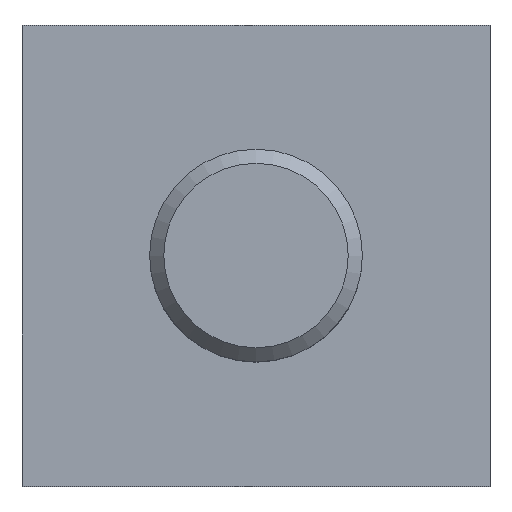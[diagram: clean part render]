
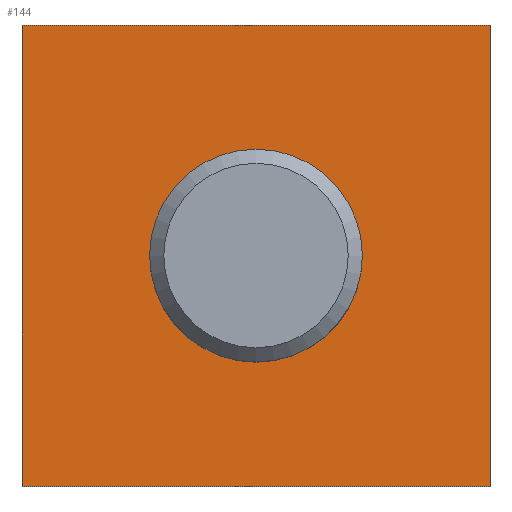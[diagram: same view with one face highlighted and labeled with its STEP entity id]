
A CAD part, top view. The second image highlights one B-rep face of the part: STEP entity #144.
In plain terms, the highlighted planar face has unit normal (0, 0, 1).
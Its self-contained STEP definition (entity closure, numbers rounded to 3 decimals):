
#26=FACE_OUTER_BOUND('',#36,.T.);
#36=EDGE_LOOP('',(#114,#115,#116,#117));
#44=LINE('',#228,#58);
#47=LINE('',#234,#61);
#50=LINE('',#240,#64);
#53=LINE('',#244,#67);
#58=VECTOR('',#184,10.);
#61=VECTOR('',#189,10.);
#64=VECTOR('',#194,10.);
#67=VECTOR('',#199,10.);
#72=VERTEX_POINT('',#225);
#73=VERTEX_POINT('',#227);
#75=VERTEX_POINT('',#233);
#77=VERTEX_POINT('',#239);
#83=EDGE_CURVE('',#73,#72,#44,.T.);
#86=EDGE_CURVE('',#75,#73,#47,.T.);
#89=EDGE_CURVE('',#77,#75,#50,.T.);
#92=EDGE_CURVE('',#72,#77,#53,.T.);
#114=ORIENTED_EDGE('',*,*,#92,.T.);
#115=ORIENTED_EDGE('',*,*,#89,.T.);
#116=ORIENTED_EDGE('',*,*,#86,.T.);
#117=ORIENTED_EDGE('',*,*,#83,.T.);
#136=PLANE('',#169);
#144=ADVANCED_FACE('',(#26),#136,.T.);
#169=AXIS2_PLACEMENT_3D('',#245,#200,#201);
#184=DIRECTION('',(-1.,0.,0.));
#189=DIRECTION('',(0.,1.,0.));
#194=DIRECTION('',(1.,0.,0.));
#199=DIRECTION('',(0.,-1.,0.));
#200=DIRECTION('center_axis',(0.,0.,1.));
#201=DIRECTION('ref_axis',(1.,0.,0.));
#225=CARTESIAN_POINT('',(0.,6.5,2.5));
#227=CARTESIAN_POINT('',(6.6,6.5,2.5));
#228=CARTESIAN_POINT('',(6.6,6.5,2.5));
#233=CARTESIAN_POINT('',(6.6,0.,2.5));
#234=CARTESIAN_POINT('',(6.6,0.,2.5));
#239=CARTESIAN_POINT('',(0.,0.,2.5));
#240=CARTESIAN_POINT('',(0.,0.,2.5));
#244=CARTESIAN_POINT('',(0.,6.5,2.5));
#245=CARTESIAN_POINT('Origin',(3.3,3.25,2.5));
